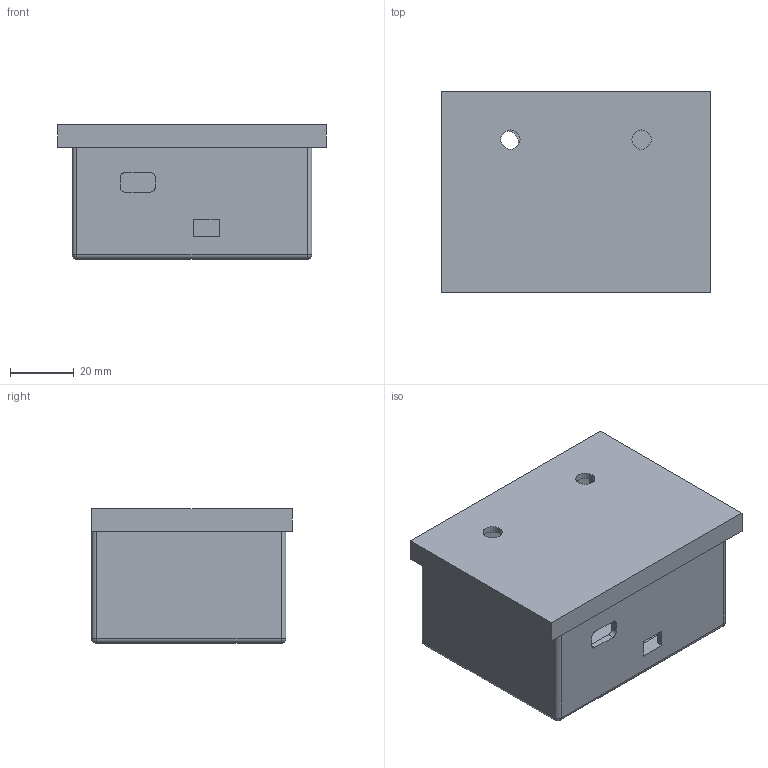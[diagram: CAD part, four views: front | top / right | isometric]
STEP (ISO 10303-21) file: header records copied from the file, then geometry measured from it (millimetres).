
FILE_DESCRIPTION(/* description */ (''),/* implementation_level */ '2;1');
FILE_NAME(/* name */ 'Garage Door Sensor Case v22.stp',/* time_stamp */ '2022-09-22T11:53:44+02:00',/* author */ (''),/* organization */ (''),/* preprocessor_version */ 'ST-DEVELOPER v19',/* originating_system */ 'Autodesk Translation Framework v11.7.0.108',/* authorisation */ '');
FILE_SCHEMA (('AUTOMOTIVE_DESIGN { 1 0 10303 214 3 1 1 }'));
Length unit declared in the file: millimetre
Products named in the file (1): Garage Door Sensor Case
Bounding box: 84 x 62.75 x 42 mm (x, y, z)
Volume: 48932 mm3; surface area: 43444.3 mm2
Topology: 2 solids, 2 shells, 98 faces, 261 edges, 170 vertices
Faces by surface type: plane 74, cylinder 20, sphere 4
Full cylindrical faces by diameter (mm): 6 x3, 7 x1
Entity records: 3069 total; most frequent: CARTESIAN_POINT 530, ORIENTED_EDGE 522, DIRECTION 499, EDGE_CURVE 261, LINE 221, VECTOR 221, VERTEX_POINT 170, AXIS2_PLACEMENT_3D 139
